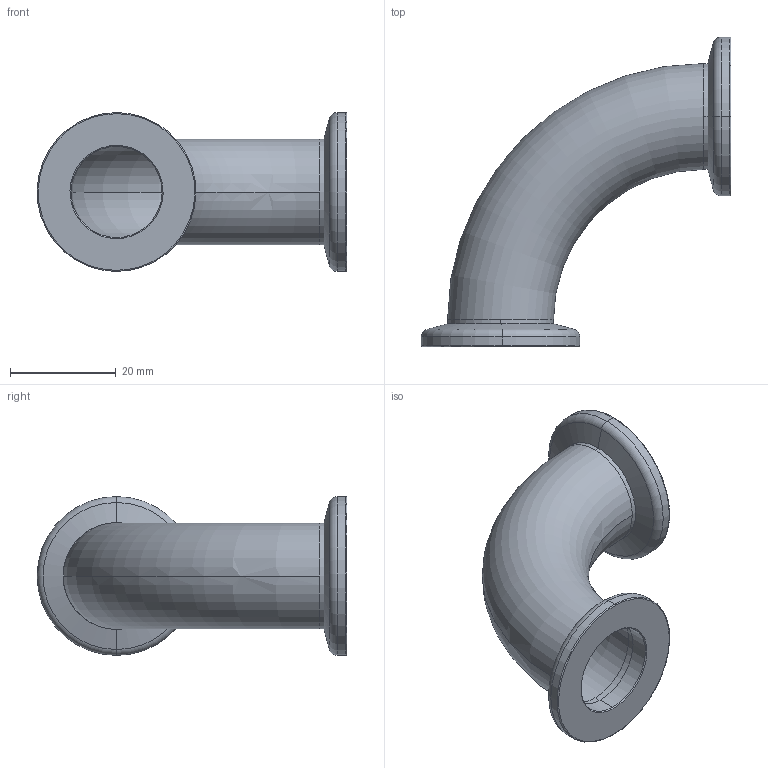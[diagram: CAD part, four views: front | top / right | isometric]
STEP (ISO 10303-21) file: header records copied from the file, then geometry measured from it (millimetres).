
FILE_DESCRIPTION (( 'STEP AP214' ), '1' );
FILE_NAME ('Hositrad_KE16-20.STEP', '2017-05-31T12:40:44', ( 'Gebruiker' ), ( '' ), 'SwSTEP 2.0', 'SolidWorks 2017', '' );
FILE_SCHEMA (( 'AUTOMOTIVE_DESIGN' ));
Length unit declared in the file: millimetre
Products named in the file (3): KF-90-Elbows_KE16-20; KF16-19WS_KF16-20; Hositrad_KE16-20
Assembly tree (3 placements, depth 2):
  Hositrad_KE16-20
    KF-90-Elbows_KE16-20
    KF16-19WS_KF16-20  x2
Bounding box: 58.5 x 58.5 x 30 mm (x, y, z)
Volume: 7150 mm3; surface area: 10580.2 mm2
Topology: 3 solids, 3 shells, 46 faces, 100 edges, 60 vertices
Faces by surface type: cylinder 20, torus 12, cone 8, plane 6
Entity records: 988 total; most frequent: DIRECTION 190, CARTESIAN_POINT 146, ORIENTED_EDGE 136, AXIS2_PLACEMENT_3D 86, EDGE_CURVE 68, CIRCLE 50, VERTEX_POINT 42, EDGE_LOOP 34
